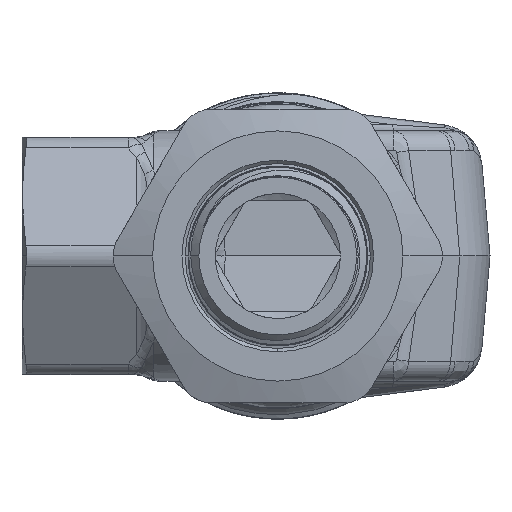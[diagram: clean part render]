
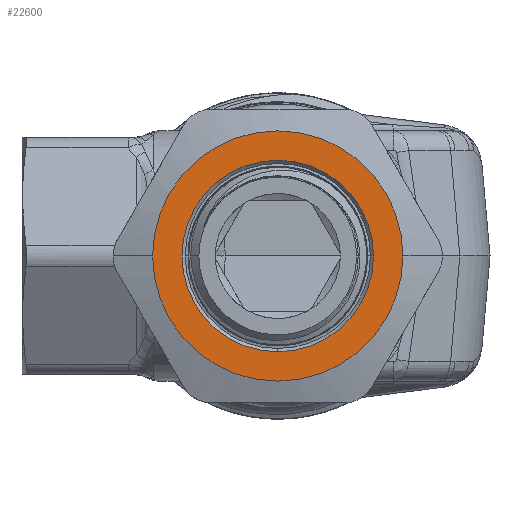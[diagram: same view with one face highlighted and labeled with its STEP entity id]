
A CAD part, front view. The second image highlights one B-rep face of the part: STEP entity #22600.
In plain terms, the highlighted planar face has unit normal (0, -1, 0).
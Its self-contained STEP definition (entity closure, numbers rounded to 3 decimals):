
#378=CARTESIAN_POINT('',(0.,-32.4,0.));
#379=DIRECTION('',(0.,-1.,0.));
#380=DIRECTION('',(0.,0.,1.));
#381=AXIS2_PLACEMENT_3D('',#378,#379,#380);
#388=CARTESIAN_POINT('',(0.,-32.4,0.));
#389=DIRECTION('',(0.,-1.,0.));
#390=DIRECTION('',(-1.,0.,0.));
#391=AXIS2_PLACEMENT_3D('',#388,#389,#390);
#393=CARTESIAN_POINT('',(0.,-32.4,0.));
#394=DIRECTION('',(0.,-1.,0.));
#395=DIRECTION('',(1.,0.,0.));
#396=AXIS2_PLACEMENT_3D('',#393,#394,#395);
#20115=CARTESIAN_POINT('',(0.,-32.4,0.));
#20116=DIRECTION('',(0.,-1.,0.));
#20117=DIRECTION('',(0.,0.,-1.));
#20118=AXIS2_PLACEMENT_3D('',#20115,#20116,#20117);
#22062=CARTESIAN_POINT('',(-11.5,-32.4,0.));
#22063=CARTESIAN_POINT('',(11.5,-32.4,0.));
#22064=VERTEX_POINT('',#22062);
#22065=VERTEX_POINT('',#22063);
#22092=CARTESIAN_POINT('',(0.,-32.4,8.8));
#22093=CARTESIAN_POINT('',(0.,-32.4,-8.8));
#22094=VERTEX_POINT('',#22092);
#22095=VERTEX_POINT('',#22093);
#22584=CARTESIAN_POINT('',(0.,-32.4,0.));
#22585=DIRECTION('',(0.,-1.,0.));
#22586=DIRECTION('',(-1.,0.,0.));
#22587=AXIS2_PLACEMENT_3D('',#22584,#22585,#22586);
#22588=PLANE('',#22587);
#22590=ORIENTED_EDGE('',*,*,#22589,.F.);
#22592=ORIENTED_EDGE('',*,*,#22591,.F.);
#22593=EDGE_LOOP('',(#22590,#22592));
#22594=FACE_OUTER_BOUND('',#22593,.F.);
#22596=ORIENTED_EDGE('',*,*,#22595,.T.);
#22597=ORIENTED_EDGE('',*,*,#22574,.T.);
#22598=EDGE_LOOP('',(#22596,#22597));
#22599=FACE_BOUND('',#22598,.F.);
#22600=ADVANCED_FACE('',(#22594,#22599),#22588,.T.);
#382=CIRCLE('',#381,8.8);
#392=CIRCLE('',#391,11.5);
#397=CIRCLE('',#396,11.5);
#20119=CIRCLE('',#20118,8.8);
#22574=EDGE_CURVE('',#22094,#22095,#382,.T.);
#22589=EDGE_CURVE('',#22064,#22065,#392,.T.);
#22591=EDGE_CURVE('',#22065,#22064,#397,.T.);
#22595=EDGE_CURVE('',#22095,#22094,#20119,.T.);
